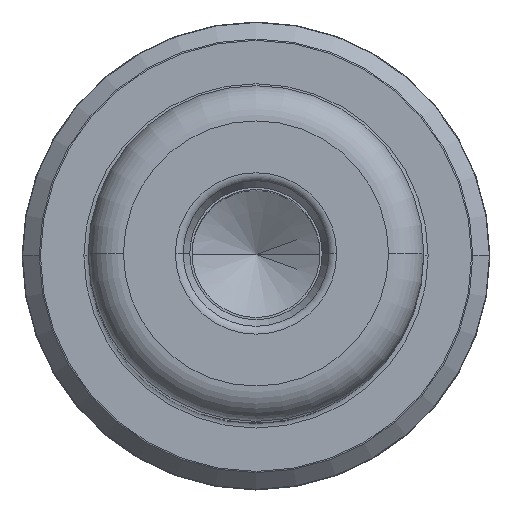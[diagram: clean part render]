
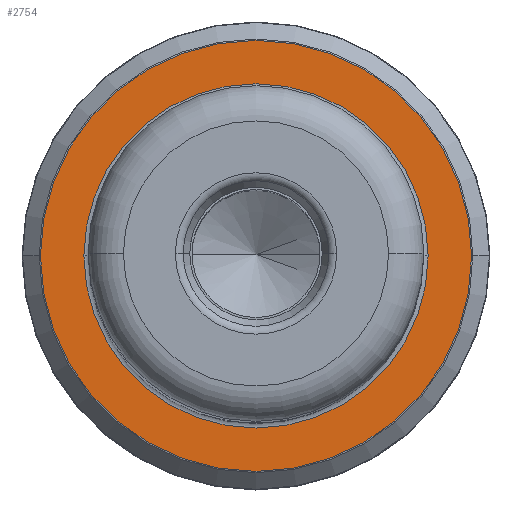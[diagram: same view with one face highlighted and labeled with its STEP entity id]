
A CAD part, top view. The second image highlights one B-rep face of the part: STEP entity #2754.
In plain terms, the highlighted planar face has unit normal (0, 0, 1).
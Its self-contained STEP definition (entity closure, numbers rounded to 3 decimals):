
#26 = VERTEX_POINT ( 'NONE', #2528 ) ;
#45 = ORIENTED_EDGE ( 'NONE', *, *, #1442, .T. ) ;
#54 = DIRECTION ( 'NONE',  ( 0., 0., 1. ) ) ;
#81 = DIRECTION ( 'NONE',  ( 1., 0., 0. ) ) ;
#99 = CARTESIAN_POINT ( 'NONE',  ( -19.5, 0., 39. ) ) ;
#111 = DIRECTION ( 'NONE',  ( 1., 0., 0. ) ) ;
#381 = PLANE ( 'NONE',  #2283 ) ;
#389 = CARTESIAN_POINT ( 'NONE',  ( 0., 0., 39. ) ) ;
#444 = ORIENTED_EDGE ( 'NONE', *, *, #796, .T. ) ;
#445 = CARTESIAN_POINT ( 'NONE',  ( 19.5, 0., 39. ) ) ;
#517 = CARTESIAN_POINT ( 'NONE',  ( -24.417, 0., 39. ) ) ;
#549 = CIRCLE ( 'NONE', #2740, 19.5 ) ;
#715 = CARTESIAN_POINT ( 'NONE',  ( 0., 0., 39. ) ) ;
#796 = EDGE_CURVE ( 'NONE', #1591, #26, #1048, .T. ) ;
#904 = VERTEX_POINT ( 'NONE', #445 ) ;
#1048 = CIRCLE ( 'NONE', #3753, 24.417 ) ;
#1218 = CIRCLE ( 'NONE', #3547, 24.417 ) ;
#1279 = EDGE_LOOP ( 'NONE', ( #3620, #45 ) ) ;
#1371 = DIRECTION ( 'NONE',  ( -1., 0., 0. ) ) ;
#1417 = VERTEX_POINT ( 'NONE', #99 ) ;
#1442 = EDGE_CURVE ( 'NONE', #904, #1417, #3888, .T. ) ;
#1531 = CARTESIAN_POINT ( 'NONE',  ( 0., 0., 39. ) ) ;
#1591 = VERTEX_POINT ( 'NONE', #517 ) ;
#1601 = DIRECTION ( 'NONE',  ( 1., 0., 0. ) ) ;
#1629 = DIRECTION ( 'NONE',  ( -1., 0., 0. ) ) ;
#1845 = EDGE_CURVE ( 'NONE', #26, #1591, #1218, .T. ) ;
#1947 = DIRECTION ( 'NONE',  ( 0., 0., -1. ) ) ;
#2181 = CARTESIAN_POINT ( 'NONE',  ( 0., 0., 39. ) ) ;
#2283 = AXIS2_PLACEMENT_3D ( 'NONE', #715, #2492, #111 ) ;
#2439 = DIRECTION ( 'NONE',  ( 0., 0., -1. ) ) ;
#2490 = EDGE_CURVE ( 'NONE', #1417, #904, #549, .T. ) ;
#2492 = DIRECTION ( 'NONE',  ( 0., 0., 1. ) ) ;
#2528 = CARTESIAN_POINT ( 'NONE',  ( 24.417, 0., 39. ) ) ;
#2567 = EDGE_LOOP ( 'NONE', ( #3883, #444 ) ) ;
#2740 = AXIS2_PLACEMENT_3D ( 'NONE', #3751, #1947, #1371 ) ;
#2754 = ADVANCED_FACE ( 'NONE', ( #3784, #2791 ), #381, .T. ) ;
#2791 = FACE_BOUND ( 'NONE', #1279, .T. ) ;
#3064 = DIRECTION ( 'NONE',  ( 0., 0., 1. ) ) ;
#3507 = AXIS2_PLACEMENT_3D ( 'NONE', #389, #2439, #1629 ) ;
#3547 = AXIS2_PLACEMENT_3D ( 'NONE', #2181, #54, #1601 ) ;
#3620 = ORIENTED_EDGE ( 'NONE', *, *, #2490, .T. ) ;
#3751 = CARTESIAN_POINT ( 'NONE',  ( 0., 0., 39. ) ) ;
#3753 = AXIS2_PLACEMENT_3D ( 'NONE', #1531, #3064, #81 ) ;
#3784 = FACE_OUTER_BOUND ( 'NONE', #2567, .T. ) ;
#3883 = ORIENTED_EDGE ( 'NONE', *, *, #1845, .T. ) ;
#3888 = CIRCLE ( 'NONE', #3507, 19.5 ) ;
